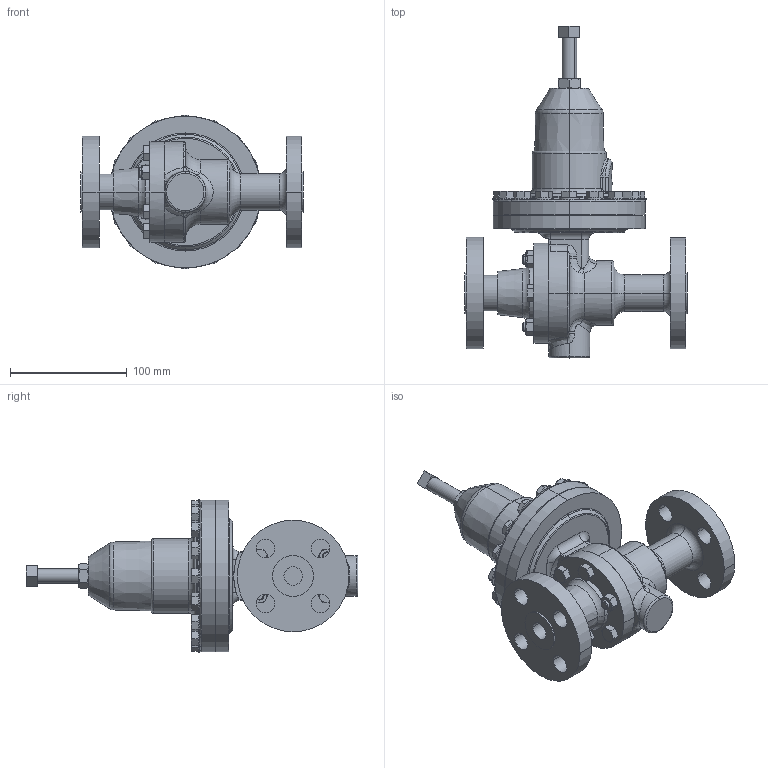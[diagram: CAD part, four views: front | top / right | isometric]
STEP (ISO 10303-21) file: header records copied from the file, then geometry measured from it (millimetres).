
FILE_DESCRIPTION (( 'STEP AP203' ), '1' );
FILE_NAME ('63-050-CS+S6-I3.STEP', '2017-07-25T14:26:26', ( '' ), ( '' ), 'SwSTEP 2.0', 'SolidWorks 2014', '' );
FILE_SCHEMA (( 'CONFIG_CONTROL_DESIGN' ));
Length unit declared in the file: inch
Products named in the file (2): 63-050-CS+S6-I3
Bounding box: 190.5 x 284.1 x 131.76 mm (x, y, z)
Volume: 1218463.8 mm3; surface area: 151277.9 mm2
Topology: 1 solids, 1 shells, 618 faces, 1443 edges, 871 vertices
Faces by surface type: plane 230, cone 171, cylinder 149, torus 39, bspline 29
Entity records: 21491 total; most frequent: CARTESIAN_POINT 7577, ORIENTED_EDGE 2882, DIRECTION 2845, EDGE_CURVE 1441, AXIS2_PLACEMENT_3D 1199, VERTEX_POINT 871, EDGE_LOOP 712, ADVANCED_FACE 618
